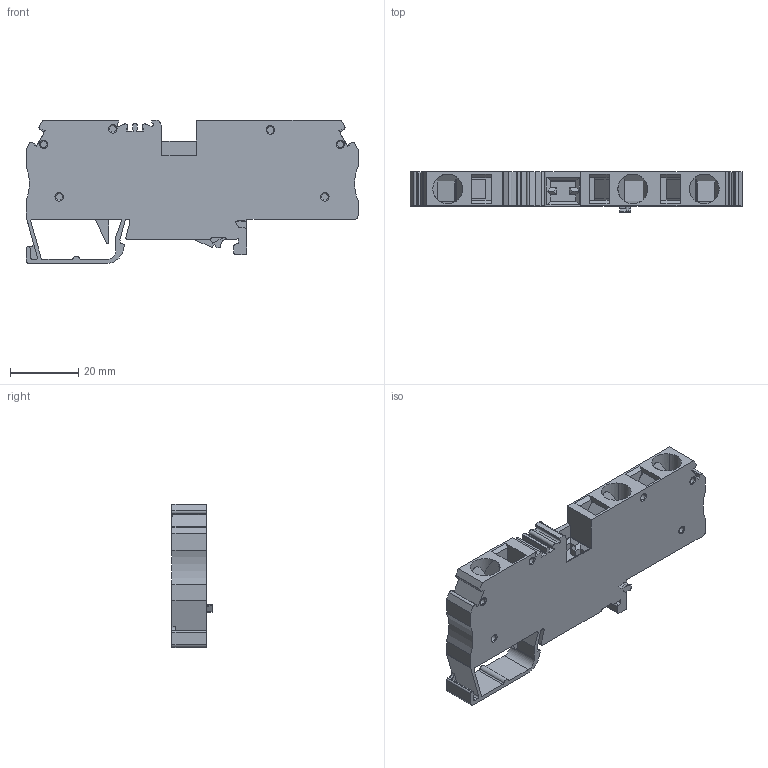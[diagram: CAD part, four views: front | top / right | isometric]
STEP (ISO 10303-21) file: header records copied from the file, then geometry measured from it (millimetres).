
FILE_DESCRIPTION(/* description */ ('Unknown'),/* implementation_level */ '2;1');
FILE_NAME(/* name */ 'DST10-1X2-STEP',/* time_stamp */ '2019-05-15T17:19:55+06:00',/* author */ ('Unknown'),/* organization */ ('Unknown'),/* preprocessor_version */ 'ST-DEVELOPER v16.7',/* originating_system */ 'DEX',/* authorisation */ $);
FILE_SCHEMA (('AUTOMOTIVE_DESIGN {1 0 10303 214 3 1 1}'));
Length unit declared in the file: millimetre
Products named in the file (1): DST10-1X2-STEP
Bounding box: 97.5 x 11.75 x 42 mm (x, y, z)
Volume: 27368.3 mm3; surface area: 11512 mm2
Topology: 1 solids, 1 shells, 294 faces, 819 edges, 541 vertices
Faces by surface type: plane 211, cylinder 67, torus 11, cone 3, bspline 2
Full cylindrical faces by diameter (mm): 2 x6
Entity records: 9335 total; most frequent: CARTESIAN_POINT 1722, ORIENTED_EDGE 1602, DIRECTION 1535, EDGE_CURVE 801, LINE 613, VECTOR 613, VERTEX_POINT 535, AXIS2_PLACEMENT_3D 461
